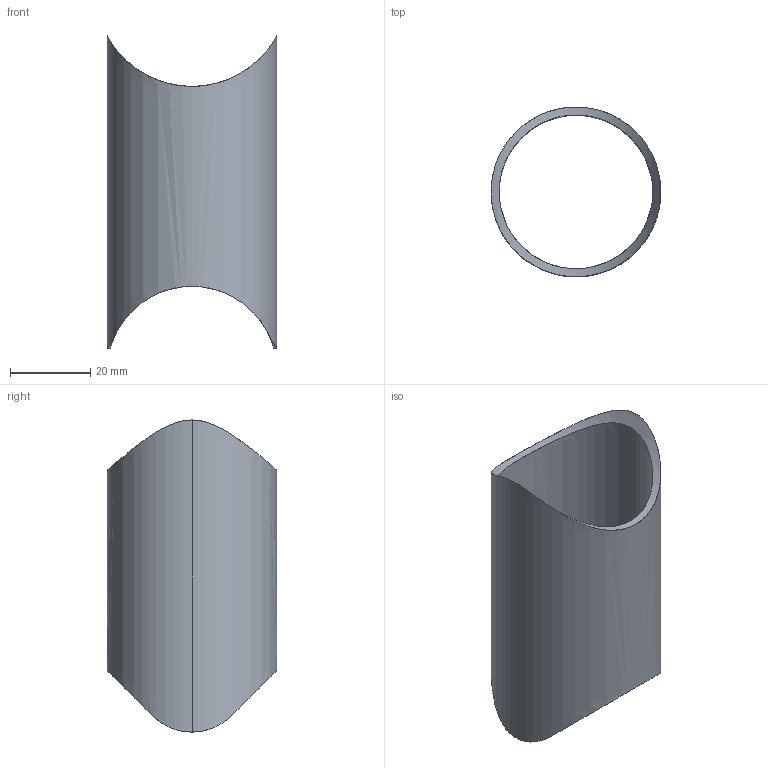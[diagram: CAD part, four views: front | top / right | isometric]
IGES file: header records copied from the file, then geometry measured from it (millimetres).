
Start section: SolidWorks IGES file using analytic representation for surfaces
Global section: file name: 50453-240.igs; native system: SolidWorks 2018; preprocessor: SolidWorks 2018; author: Christian; date: 220713.103535; units: millimetre
Bounding box: 42.4 x 42.4 x 78 mm (x, y, z)
Surface area: 16327.4 mm2 (no closed solid volume)
Topology: 0 solids, 0 shells, 291 faces, 4040 edges, 4040 vertices
Faces by surface type: bspline 249, revolution 42
